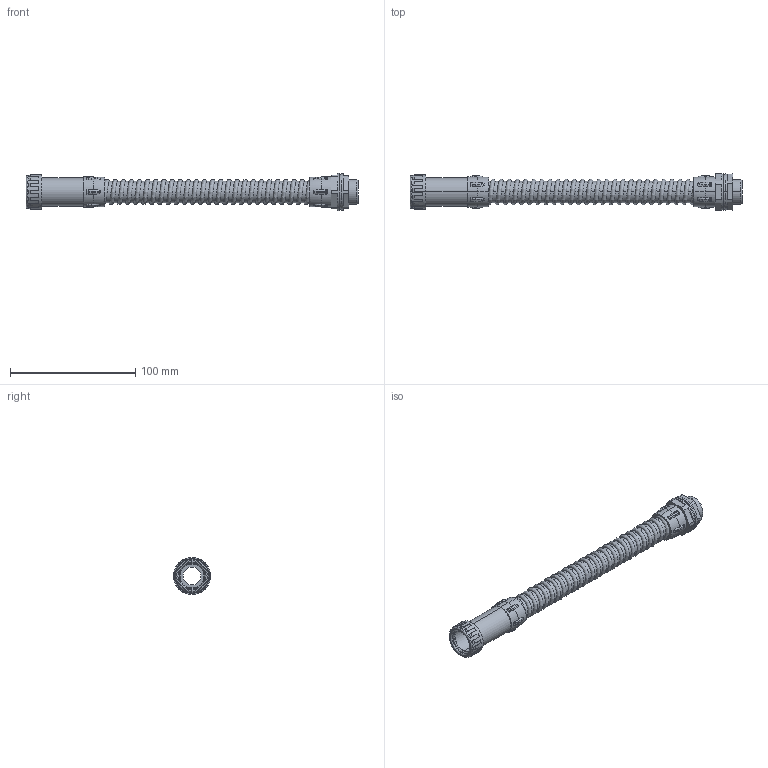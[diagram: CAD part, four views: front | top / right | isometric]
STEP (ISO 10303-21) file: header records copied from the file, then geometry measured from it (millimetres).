
FILE_DESCRIPTION (( 'STEP AP214' ), '1' );
FILE_NAME ('CTA10D-CXS20-K41-050 Ìóôòà ãèáêàÿ òðóáà-êîðîáêà CXS20 IP65.STEP', '2016-06-22T12:58:27', ( '' ), ( '' ), 'SwSTEP 2.0', 'SolidWorks 2014', '' );
FILE_SCHEMA (( 'AUTOMOTIVE_DESIGN' ));
Length unit declared in the file: millimetre
Products named in the file (1): CTA10D-CXS20-K41-050 Ìóôòà ãèáêàÿ òðóáà-êîðîáêà CXS20 IP65
Bounding box: 265.5 x 29.6 x 29.6 mm (x, y, z)
Volume: 40678 mm3; surface area: 35634.5 mm2
Topology: 1 solids, 4 shells, 342 faces, 933 edges, 584 vertices
Faces by surface type: plane 110, cylinder 97, bspline 61, torus 56, cone 18
Entity records: 24783 total; most frequent: CARTESIAN_POINT 16804, ORIENTED_EDGE 1818, DIRECTION 1501, EDGE_CURVE 909, AXIS2_PLACEMENT_3D 614, VERTEX_POINT 584, EDGE_LOOP 359, FACE_OUTER_BOUND 342
